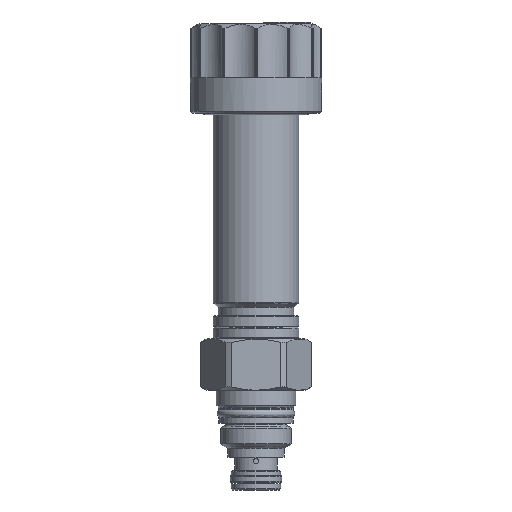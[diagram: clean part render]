
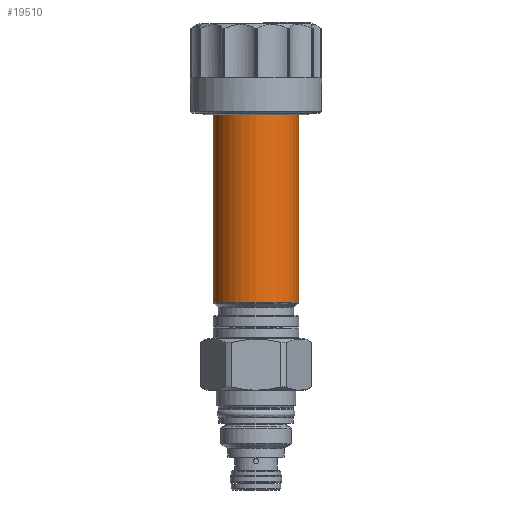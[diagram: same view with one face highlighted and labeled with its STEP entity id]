
A CAD part, front view. The second image highlights one B-rep face of the part: STEP entity #19510.
In plain terms, the highlighted cylindrical face has radius 9.5 mm (diameter 18.999 mm), a partial arc.
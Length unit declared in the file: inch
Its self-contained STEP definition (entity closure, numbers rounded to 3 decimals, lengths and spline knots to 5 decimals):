
#4631=CARTESIAN_POINT('',(0.,0.,3.79267));
#4632=DIRECTION('',(0.,0.,1.));
#4633=DIRECTION('',(-1.,0.,0.));
#4634=AXIS2_PLACEMENT_3D('',#4631,#4632,#4633);
#4641=DIRECTION('',(0.,0.,1.));
#4642=VECTOR('',#4641,2.14435);
#4643=CARTESIAN_POINT('',(-0.374,0.,1.64833));
#4644=LINE('',#4643,#4642);
#4645=DIRECTION('',(0.,0.,-1.));
#4646=VECTOR('',#4645,2.14435);
#4647=CARTESIAN_POINT('',(0.374,0.,3.79267));
#4648=LINE('',#4647,#4646);
#4677=CARTESIAN_POINT('',(0.,0.,1.64833));
#4678=DIRECTION('',(0.,0.,-1.));
#4679=DIRECTION('',(1.,0.,0.));
#4680=AXIS2_PLACEMENT_3D('',#4677,#4678,#4679);
#11063=CARTESIAN_POINT('',(0.374,0.,1.64833));
#11064=CARTESIAN_POINT('',(-0.374,0.,1.64833));
#11065=VERTEX_POINT('',#11063);
#11066=VERTEX_POINT('',#11064);
#11079=CARTESIAN_POINT('',(-0.374,0.,3.79267));
#11080=CARTESIAN_POINT('',(0.374,0.,3.79267));
#11081=VERTEX_POINT('',#11079);
#11082=VERTEX_POINT('',#11080);
#19496=CARTESIAN_POINT('',(0.,0.,2.28865));
#19497=DIRECTION('',(0.,0.,-1.));
#19498=DIRECTION('',(1.,0.,0.));
#19499=AXIS2_PLACEMENT_3D('',#19496,#19497,#19498);
#19500=CYLINDRICAL_SURFACE('',#19499,0.374);
#19502=ORIENTED_EDGE('',*,*,#19501,.T.);
#19503=ORIENTED_EDGE('',*,*,#19464,.T.);
#19505=ORIENTED_EDGE('',*,*,#19504,.T.);
#19507=ORIENTED_EDGE('',*,*,#19506,.T.);
#19508=EDGE_LOOP('',(#19502,#19503,#19505,#19507));
#19509=FACE_OUTER_BOUND('',#19508,.F.);
#4635=CIRCLE('',#4634,0.374);
#4681=CIRCLE('',#4680,0.374);
#19464=EDGE_CURVE('',#11081,#11082,#4635,.T.);
#19501=EDGE_CURVE('',#11066,#11081,#4644,.T.);
#19504=EDGE_CURVE('',#11082,#11065,#4648,.T.);
#19506=EDGE_CURVE('',#11065,#11066,#4681,.T.);
#19510=ADVANCED_FACE('',(#19509),#19500,.T.);
